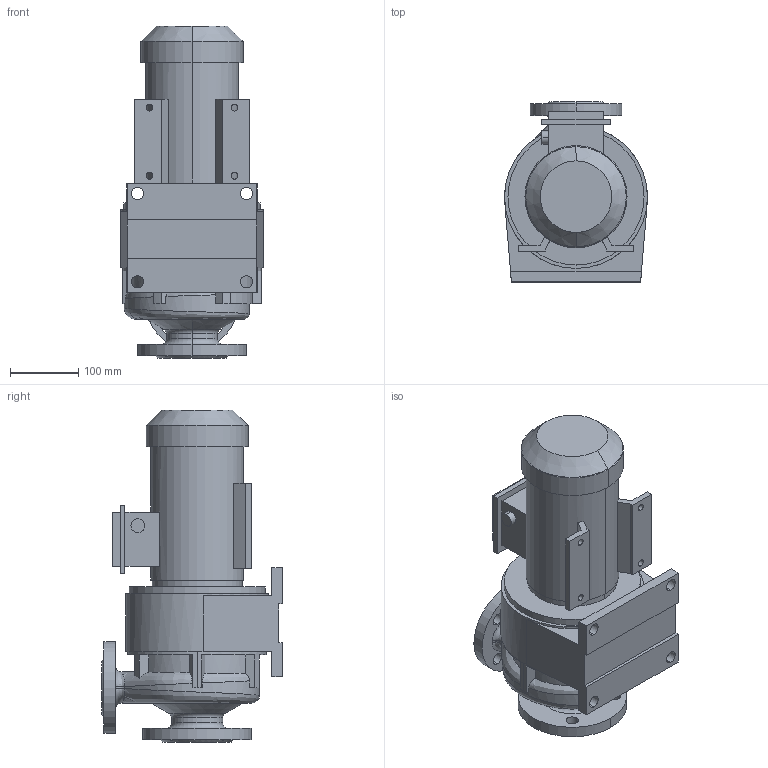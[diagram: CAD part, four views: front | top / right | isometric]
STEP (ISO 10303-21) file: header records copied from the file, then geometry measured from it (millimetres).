
FILE_DESCRIPTION (( 'STEP AP214' ), '1' );
FILE_NAME ('帎50-32-125_2.STEP', '2012-04-24T10:49:52', ( 'adb' ), ( '' ), 'SwSTEP 2.0', 'SolidWorks 2012', '' );
FILE_SCHEMA (( 'AUTOMOTIVE_DESIGN' ));
Length unit declared in the file: millimetre
Products named in the file (1): 帎50-32-125_2
Bounding box: 210 x 265 x 488 mm (x, y, z)
Volume: 11141443.3 mm3; surface area: 562794.3 mm2
Topology: 1 solids, 2 shells, 193 faces, 520 edges, 342 vertices
Faces by surface type: plane 88, cylinder 76, bspline 13, cone 10, torus 6
Entity records: 11975 total; most frequent: CARTESIAN_POINT 4885, ORIENTED_EDGE 1040, DIRECTION 1024, EDGE_CURVE 520, AXIS2_PLACEMENT_3D 386, VERTEX_POINT 342, LINE 252, VECTOR 252
